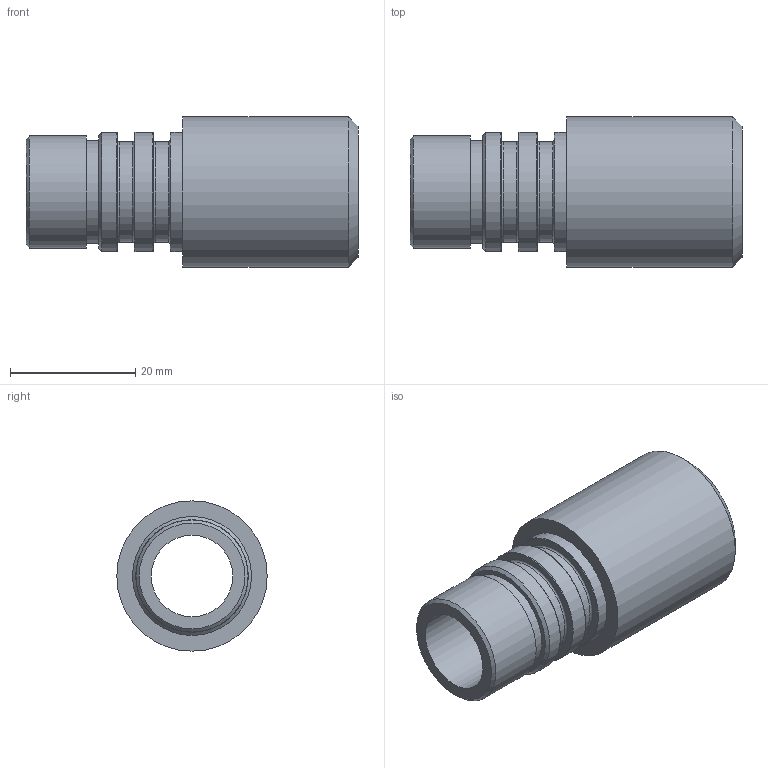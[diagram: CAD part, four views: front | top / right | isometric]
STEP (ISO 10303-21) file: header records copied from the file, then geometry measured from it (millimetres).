
FILE_DESCRIPTION(/* description */ (''),/* implementation_level */ '2;1');
FILE_NAME(/* name */ 'logger_sensor_bushing_Atlas_K1.0 v6.step',/* time_stamp */ '2024-09-25T11:48:38+02:00',/* author */ (''),/* organization */ (''),/* preprocessor_version */ 'ST-DEVELOPER v20',/* originating_system */ 'Autodesk Translation Framework v13.20.0.188',/* authorisation */ '');
FILE_SCHEMA (('AUTOMOTIVE_DESIGN { 1 0 10303 214 3 1 1 }'));
Length unit declared in the file: millimetre
Products named in the file (1): logger_sensor_bushing_Atlas_K1.0
Bounding box: 53 x 24 x 24 mm (x, y, z)
Volume: 8939.8 mm3; surface area: 6913 mm2
Topology: 1 solids, 1 shells, 32 faces, 56 edges, 34 vertices
Faces by surface type: cylinder 10, plane 10, torus 9, cone 3
Full cylindrical faces by diameter (mm): 13 x1, 16 x2, 16.4 x1, 17.884 x1, 18 x1, 19 x3, 24 x1
Entity records: 820 total; most frequent: DIRECTION 165, CARTESIAN_POINT 123, ORIENTED_EDGE 112, AXIS2_PLACEMENT_3D 76, EDGE_CURVE 56, CIRCLE 43, EDGE_LOOP 42, VERTEX_POINT 34
